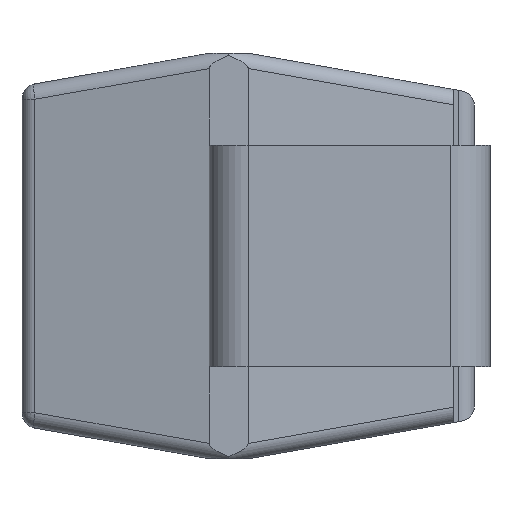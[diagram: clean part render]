
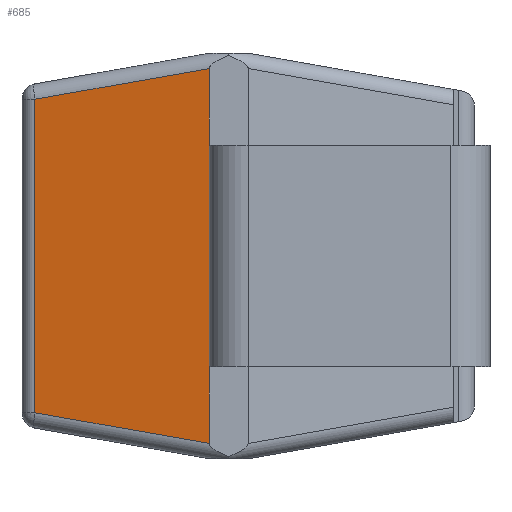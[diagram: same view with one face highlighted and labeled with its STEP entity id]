
A CAD part, left-side view. The second image highlights one B-rep face of the part: STEP entity #685.
In plain terms, the highlighted planar face has unit normal (-0.985, 0.174, 0).
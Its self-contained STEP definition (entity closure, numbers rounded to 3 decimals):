
#12 = ORIENTED_EDGE ( 'NONE', *, *, #1238, .F. ) ;
#34 = VERTEX_POINT ( 'NONE', #407 ) ;
#48 = DIRECTION ( 'NONE',  ( 0., 0., -1. ) ) ;
#247 = EDGE_LOOP ( 'NONE', ( #1263, #2245, #1716, #12, #1378, #901 ) ) ;
#270 = CARTESIAN_POINT ( 'NONE',  ( -2.113, 0.656, -1.204 ) ) ;
#271 = PLANE ( 'NONE',  #1543 ) ;
#279 = VECTOR ( 'NONE', #2203, 1000. ) ;
#327 = VECTOR ( 'NONE', #822, 1000. ) ;
#377 = VERTEX_POINT ( 'NONE', #411 ) ;
#379 = VECTOR ( 'NONE', #686, 1000. ) ;
#407 = CARTESIAN_POINT ( 'NONE',  ( -1.913, 1.79, 1.004 ) ) ;
#411 = CARTESIAN_POINT ( 'NONE',  ( -2.11, 0.672, -0.71 ) ) ;
#440 = LINE ( 'NONE', #2447, #1260 ) ;
#518 = CARTESIAN_POINT ( 'NONE',  ( -2.11, 0.672, -1.202 ) ) ;
#611 = CARTESIAN_POINT ( 'NONE',  ( -2.11, 0.672, 1.202 ) ) ;
#663 = VECTOR ( 'NONE', #48, 1000. ) ;
#665 = LINE ( 'NONE', #861, #279 ) ;
#685 = ADVANCED_FACE ( 'NONE', ( #1476 ), #271, .T. ) ;
#686 = DIRECTION ( 'NONE',  ( -0.171, -0.97, -0.171 ) ) ;
#711 = DIRECTION ( 'NONE',  ( -0.985, 0.174, 0. ) ) ;
#752 = LINE ( 'NONE', #1549, #2388 ) ;
#810 = CARTESIAN_POINT ( 'NONE',  ( -2.11, 0.672, 0.71 ) ) ;
#822 = DIRECTION ( 'NONE',  ( 0., 0., -1. ) ) ;
#844 = CARTESIAN_POINT ( 'NONE',  ( -2.11, 0.672, 1.3 ) ) ;
#850 = EDGE_CURVE ( 'NONE', #2031, #34, #665, .T. ) ;
#858 = LINE ( 'NONE', #270, #379 ) ;
#861 = CARTESIAN_POINT ( 'NONE',  ( -2.163, 0.373, 1.254 ) ) ;
#901 = ORIENTED_EDGE ( 'NONE', *, *, #850, .T. ) ;
#979 = EDGE_CURVE ( 'NONE', #2031, #1286, #2254, .T. ) ;
#1238 = EDGE_CURVE ( 'NONE', #1286, #377, #1591, .T. ) ;
#1260 = VECTOR ( 'NONE', #2286, 1000. ) ;
#1263 = ORIENTED_EDGE ( 'NONE', *, *, #1527, .T. ) ;
#1286 = VERTEX_POINT ( 'NONE', #2370 ) ;
#1346 = EDGE_CURVE ( 'NONE', #2400, #1755, #858, .T. ) ;
#1378 = ORIENTED_EDGE ( 'NONE', *, *, #979, .F. ) ;
#1379 = EDGE_CURVE ( 'NONE', #377, #1755, #440, .T. ) ;
#1476 = FACE_OUTER_BOUND ( 'NONE', #247, .T. ) ;
#1527 = EDGE_CURVE ( 'NONE', #34, #2400, #752, .T. ) ;
#1543 = AXIS2_PLACEMENT_3D ( 'NONE', #2281, #711, #2327 ) ;
#1549 = CARTESIAN_POINT ( 'NONE',  ( -1.913, 1.79, -1.088 ) ) ;
#1591 = LINE ( 'NONE', #810, #327 ) ;
#1716 = ORIENTED_EDGE ( 'NONE', *, *, #1379, .F. ) ;
#1755 = VERTEX_POINT ( 'NONE', #518 ) ;
#1826 = CARTESIAN_POINT ( 'NONE',  ( -1.913, 1.79, -1.004 ) ) ;
#2031 = VERTEX_POINT ( 'NONE', #611 ) ;
#2160 = DIRECTION ( 'NONE',  ( 0., 0., -1. ) ) ;
#2203 = DIRECTION ( 'NONE',  ( 0.171, 0.97, -0.171 ) ) ;
#2245 = ORIENTED_EDGE ( 'NONE', *, *, #1346, .T. ) ;
#2254 = LINE ( 'NONE', #844, #663 ) ;
#2281 = CARTESIAN_POINT ( 'NONE',  ( -2.161, 0.381, 1.3 ) ) ;
#2286 = DIRECTION ( 'NONE',  ( 0., 0., -1. ) ) ;
#2327 = DIRECTION ( 'NONE',  ( -0.174, -0.985, 0. ) ) ;
#2370 = CARTESIAN_POINT ( 'NONE',  ( -2.11, 0.672, 0.71 ) ) ;
#2388 = VECTOR ( 'NONE', #2160, 1000. ) ;
#2400 = VERTEX_POINT ( 'NONE', #1826 ) ;
#2447 = CARTESIAN_POINT ( 'NONE',  ( -2.11, 0.672, 1.3 ) ) ;
